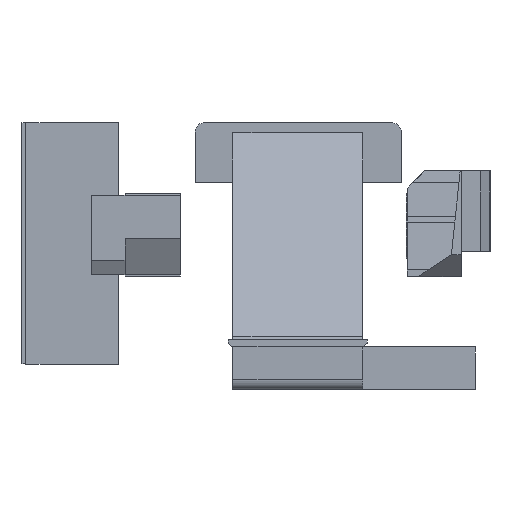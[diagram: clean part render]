
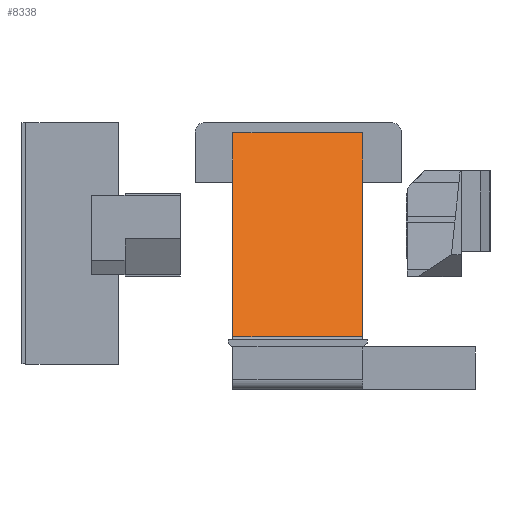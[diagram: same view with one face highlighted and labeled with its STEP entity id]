
A CAD part, front view. The second image highlights one B-rep face of the part: STEP entity #8338.
In plain terms, the highlighted planar face has unit normal (0, -0.866, 0.5).
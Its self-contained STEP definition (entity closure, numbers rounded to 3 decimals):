
#7188 = PLANE('',#7189);
#7189 = AXIS2_PLACEMENT_3D('',#7190,#7191,#7192);
#7190 = CARTESIAN_POINT('',(-335.,2243.945,-780.));
#7191 = DIRECTION('',(-1.,0.,0.));
#7192 = DIRECTION('',(0.,1.,0.));
#7244 = PLANE('',#7245);
#7245 = AXIS2_PLACEMENT_3D('',#7246,#7247,#7248);
#7246 = CARTESIAN_POINT('',(336.,0.,0.));
#7247 = DIRECTION('',(1.,0.,0.));
#7248 = DIRECTION('',(0.,0.,1.));
#8338 = ADVANCED_FACE('',(#8339),#8353,.F.);
#8339 = FACE_BOUND('',#8340,.T.);
#8340 = EDGE_LOOP('',(#8341,#8371,#8399,#8422));
#8341 = ORIENTED_EDGE('',*,*,#8342,.T.);
#8342 = EDGE_CURVE('',#8343,#8345,#8347,.T.);
#8343 = VERTEX_POINT('',#8344);
#8344 = CARTESIAN_POINT('',(336.,1608.559,
    -507.61));
#8345 = VERTEX_POINT('',#8346);
#8346 = CARTESIAN_POINT('',(336.,2217.083,
    546.383));
#8347 = SURFACE_CURVE('',#8348,(#8352,#8364),.PCURVE_S1.);
#8348 = LINE('',#8349,#8350);
#8349 = CARTESIAN_POINT('',(336.,1912.821,19.386));
#8350 = VECTOR('',#8351,1.);
#8351 = DIRECTION('',(0.,0.5,0.866)
  );
#8352 = PCURVE('',#8353,#8358);
#8353 = PLANE('',#8354);
#8354 = AXIS2_PLACEMENT_3D('',#8355,#8356,#8357);
#8355 = CARTESIAN_POINT('',(-335.,1608.559,-507.61));
#8356 = DIRECTION('',(0.,0.866,-0.5));
#8357 = DIRECTION('',(0.,-0.5,-0.866));
#8358 = DEFINITIONAL_REPRESENTATION('',(#8359),#8363);
#8359 = LINE('',#8360,#8361);
#8360 = CARTESIAN_POINT('',(-608.524,-671.));
#8361 = VECTOR('',#8362,1.);
#8362 = DIRECTION('',(-1.,0.));
#8363 = ( GEOMETRIC_REPRESENTATION_CONTEXT(2) 
PARAMETRIC_REPRESENTATION_CONTEXT() REPRESENTATION_CONTEXT('2D SPACE',''
  ) );
#8364 = PCURVE('',#7244,#8365);
#8365 = DEFINITIONAL_REPRESENTATION('',(#8366),#8370);
#8366 = LINE('',#8367,#8368);
#8367 = CARTESIAN_POINT('',(19.386,-1912.821));
#8368 = VECTOR('',#8369,1.);
#8369 = DIRECTION('',(0.866,-0.5));
#8370 = ( GEOMETRIC_REPRESENTATION_CONTEXT(2) 
PARAMETRIC_REPRESENTATION_CONTEXT() REPRESENTATION_CONTEXT('2D SPACE',''
  ) );
#8371 = ORIENTED_EDGE('',*,*,#8372,.F.);
#8372 = EDGE_CURVE('',#8373,#8345,#8375,.T.);
#8373 = VERTEX_POINT('',#8374);
#8374 = CARTESIAN_POINT('',(-335.,2217.083,546.383));
#8375 = SURFACE_CURVE('',#8376,(#8380,#8387),.PCURVE_S1.);
#8376 = LINE('',#8377,#8378);
#8377 = CARTESIAN_POINT('',(0.5,2217.083,
    546.383));
#8378 = VECTOR('',#8379,1.);
#8379 = DIRECTION('',(1.,0.,0.));
#8380 = PCURVE('',#8353,#8381);
#8381 = DEFINITIONAL_REPRESENTATION('',(#8382),#8386);
#8382 = LINE('',#8383,#8384);
#8383 = CARTESIAN_POINT('',(-1217.047,-335.5));
#8384 = VECTOR('',#8385,1.);
#8385 = DIRECTION('',(0.,-1.));
#8386 = ( GEOMETRIC_REPRESENTATION_CONTEXT(2) 
PARAMETRIC_REPRESENTATION_CONTEXT() REPRESENTATION_CONTEXT('2D SPACE',''
  ) );
#8387 = PCURVE('',#8388,#8393);
#8388 = CYLINDRICAL_SURFACE('',#8389,4.);
#8389 = AXIS2_PLACEMENT_3D('',#8390,#8391,#8392);
#8390 = CARTESIAN_POINT('',(1.11,2220.547,544.383));
#8391 = DIRECTION('',(-1.,0.,0.));
#8392 = DIRECTION('',(0.,0.866,-0.5));
#8393 = DEFINITIONAL_REPRESENTATION('',(#8394),#8398);
#8394 = LINE('',#8395,#8396);
#8395 = CARTESIAN_POINT('',(3.142,0.61));
#8396 = VECTOR('',#8397,1.);
#8397 = DIRECTION('',(0.,-1.));
#8398 = ( GEOMETRIC_REPRESENTATION_CONTEXT(2) 
PARAMETRIC_REPRESENTATION_CONTEXT() REPRESENTATION_CONTEXT('2D SPACE',''
  ) );
#8399 = ORIENTED_EDGE('',*,*,#8400,.F.);
#8400 = EDGE_CURVE('',#8401,#8373,#8403,.T.);
#8401 = VERTEX_POINT('',#8402);
#8402 = CARTESIAN_POINT('',(-335.,1608.559,-507.61));
#8403 = SURFACE_CURVE('',#8404,(#8408,#8415),.PCURVE_S1.);
#8404 = LINE('',#8405,#8406);
#8405 = CARTESIAN_POINT('',(-335.,1912.821,19.386));
#8406 = VECTOR('',#8407,1.);
#8407 = DIRECTION('',(0.,0.5,0.866));
#8408 = PCURVE('',#8353,#8409);
#8409 = DEFINITIONAL_REPRESENTATION('',(#8410),#8414);
#8410 = LINE('',#8411,#8412);
#8411 = CARTESIAN_POINT('',(-608.524,0.));
#8412 = VECTOR('',#8413,1.);
#8413 = DIRECTION('',(-1.,0.));
#8414 = ( GEOMETRIC_REPRESENTATION_CONTEXT(2) 
PARAMETRIC_REPRESENTATION_CONTEXT() REPRESENTATION_CONTEXT('2D SPACE',''
  ) );
#8415 = PCURVE('',#7188,#8416);
#8416 = DEFINITIONAL_REPRESENTATION('',(#8417),#8421);
#8417 = LINE('',#8418,#8419);
#8418 = CARTESIAN_POINT('',(-331.124,-799.386));
#8419 = VECTOR('',#8420,1.);
#8420 = DIRECTION('',(0.5,-0.866));
#8421 = ( GEOMETRIC_REPRESENTATION_CONTEXT(2) 
PARAMETRIC_REPRESENTATION_CONTEXT() REPRESENTATION_CONTEXT('2D SPACE',''
  ) );
#8422 = ORIENTED_EDGE('',*,*,#8423,.T.);
#8423 = EDGE_CURVE('',#8401,#8343,#8424,.T.);
#8424 = SURFACE_CURVE('',#8425,(#8429,#8436),.PCURVE_S1.);
#8425 = LINE('',#8426,#8427);
#8426 = CARTESIAN_POINT('',(0.5,1608.559,
    -507.61));
#8427 = VECTOR('',#8428,1.);
#8428 = DIRECTION('',(1.,0.,0.));
#8429 = PCURVE('',#8353,#8430);
#8430 = DEFINITIONAL_REPRESENTATION('',(#8431),#8435);
#8431 = LINE('',#8432,#8433);
#8432 = CARTESIAN_POINT('',(0.,-335.5));
#8433 = VECTOR('',#8434,1.);
#8434 = DIRECTION('',(0.,-1.));
#8435 = ( GEOMETRIC_REPRESENTATION_CONTEXT(2) 
PARAMETRIC_REPRESENTATION_CONTEXT() REPRESENTATION_CONTEXT('2D SPACE',''
  ) );
#8436 = PCURVE('',#8437,#8442);
#8437 = PLANE('',#8438);
#8438 = AXIS2_PLACEMENT_3D('',#8439,#8440,#8441);
#8439 = CARTESIAN_POINT('',(-335.,1608.559,-507.61));
#8440 = DIRECTION('',(0.,-0.574,0.819));
#8441 = DIRECTION('',(0.,0.819,0.574));
#8442 = DEFINITIONAL_REPRESENTATION('',(#8443),#8447);
#8443 = LINE('',#8444,#8445);
#8444 = CARTESIAN_POINT('',(0.,-335.5));
#8445 = VECTOR('',#8446,1.);
#8446 = DIRECTION('',(0.,-1.));
#8447 = ( GEOMETRIC_REPRESENTATION_CONTEXT(2) 
PARAMETRIC_REPRESENTATION_CONTEXT() REPRESENTATION_CONTEXT('2D SPACE',''
  ) );
